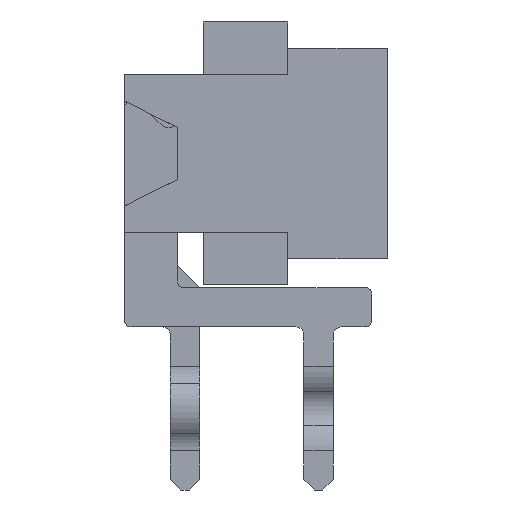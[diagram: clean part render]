
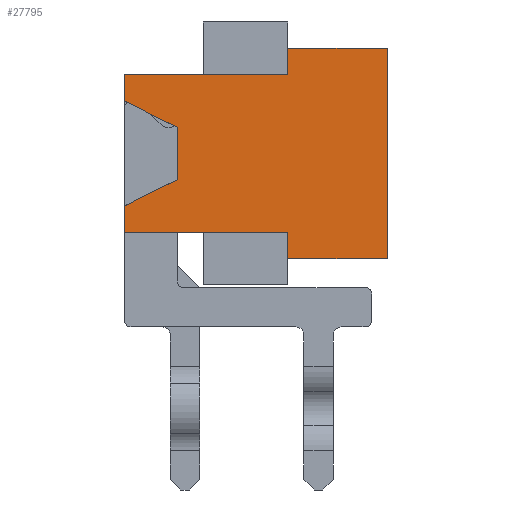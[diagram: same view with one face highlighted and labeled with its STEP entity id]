
A CAD part, front view. The second image highlights one B-rep face of the part: STEP entity #27795.
In plain terms, the highlighted face is planar.
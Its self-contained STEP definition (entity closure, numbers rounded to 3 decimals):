
#3510=ORIENTED_EDGE('',*,*,#11076,.F.);
#3511=ORIENTED_EDGE('',*,*,#11088,.F.);
#3512=ORIENTED_EDGE('',*,*,#11095,.T.);
#3513=ORIENTED_EDGE('',*,*,#10095,.F.);
#3514=ORIENTED_EDGE('',*,*,#10077,.T.);
#3515=ORIENTED_EDGE('',*,*,#11096,.F.);
#3516=ORIENTED_EDGE('',*,*,#11097,.F.);
#3517=ORIENTED_EDGE('',*,*,#11098,.T.);
#3518=ORIENTED_EDGE('',*,*,#11099,.T.);
#3519=ORIENTED_EDGE('',*,*,#10094,.T.);
#3520=ORIENTED_EDGE('',*,*,#10071,.F.);
#3521=ORIENTED_EDGE('',*,*,#11090,.F.);
#3522=ORIENTED_EDGE('',*,*,#10537,.F.);
#3523=ORIENTED_EDGE('',*,*,#10547,.F.);
#10071=EDGE_CURVE('',#14225,#14226,#17007,.T.);
#10077=EDGE_CURVE('',#14232,#14231,#17013,.T.);
#10094=EDGE_CURVE('',#14245,#14226,#17030,.T.);
#10095=EDGE_CURVE('',#14232,#14246,#17031,.T.);
#10537=EDGE_CURVE('',#14513,#14514,#17473,.T.);
#10547=EDGE_CURVE('',#14517,#14513,#17483,.T.);
#11076=EDGE_CURVE('',#14791,#14517,#18012,.T.);
#11088=EDGE_CURVE('',#14792,#14791,#18024,.T.);
#11090=EDGE_CURVE('',#14514,#14225,#18026,.T.);
#11095=EDGE_CURVE('',#14792,#14246,#18031,.T.);
#11096=EDGE_CURVE('',#14793,#14231,#18032,.T.);
#11097=EDGE_CURVE('',#14794,#14793,#18033,.T.);
#11098=EDGE_CURVE('',#14794,#14795,#18034,.T.);
#11099=EDGE_CURVE('',#14795,#14245,#18035,.T.);
#14225=VERTEX_POINT('',#40053);
#14226=VERTEX_POINT('',#40055);
#14231=VERTEX_POINT('',#40066);
#14232=VERTEX_POINT('',#40068);
#14245=VERTEX_POINT('',#40100);
#14246=VERTEX_POINT('',#40105);
#14513=VERTEX_POINT('',#40973);
#14514=VERTEX_POINT('',#40974);
#14517=VERTEX_POINT('',#40989);
#14791=VERTEX_POINT('',#42000);
#14792=VERTEX_POINT('',#42024);
#14793=VERTEX_POINT('',#42036);
#14794=VERTEX_POINT('',#42038);
#14795=VERTEX_POINT('',#42040);
#17007=LINE('',#40054,#20347);
#17013=LINE('',#40067,#20353);
#17030=LINE('',#40102,#20370);
#17031=LINE('',#40104,#20371);
#17473=LINE('',#40972,#20813);
#17483=LINE('',#40990,#20823);
#18012=LINE('',#41999,#21352);
#18024=LINE('',#42023,#21364);
#18026=LINE('',#42027,#21366);
#18031=LINE('',#42034,#21371);
#18032=LINE('',#42035,#21372);
#18033=LINE('',#42037,#21373);
#18034=LINE('',#42039,#21374);
#18035=LINE('',#42041,#21375);
#20347=VECTOR('',#31806,1000.);
#20353=VECTOR('',#31814,1000.);
#20370=VECTOR('',#31839,1000.);
#20371=VECTOR('',#31842,1000.);
#20813=VECTOR('',#32602,1000.);
#20823=VECTOR('',#32618,1000.);
#21352=VECTOR('',#33561,1000.);
#21364=VECTOR('',#33595,1000.);
#21366=VECTOR('',#33599,1000.);
#21371=VECTOR('',#33608,1000.);
#21372=VECTOR('',#33609,1000.);
#21373=VECTOR('',#33610,1000.);
#21374=VECTOR('',#33611,1000.);
#21375=VECTOR('',#33612,1000.);
#23749=EDGE_LOOP('',(#3510,#3511,#3512,#3513,#3514,#3515,#3516,#3517,#3518,
#3519,#3520,#3521,#3522,#3523));
#25255=FACE_BOUND('',#23749,.T.);
#26761=PLANE('',#29413);
#27795=ADVANCED_FACE('',(#25255),#26761,.F.);
#29413=AXIS2_PLACEMENT_3D('',#42033,#33606,#33607);
#31806=DIRECTION('',(0.,0.,1.));
#31814=DIRECTION('',(0.,-1.,0.));
#31839=DIRECTION('',(0.,0.,-1.));
#31842=DIRECTION('',(0.,0.,-1.));
#32602=DIRECTION('',(0.,0.447,-0.894));
#32618=DIRECTION('',(0.,1.,0.));
#33561=DIRECTION('',(0.,0.447,0.894));
#33595=DIRECTION('',(0.,1.,0.));
#33599=DIRECTION('',(0.,1.,0.));
#33606=DIRECTION('',(1.,0.,0.));
#33607=DIRECTION('',(0.,0.,-1.));
#33608=DIRECTION('',(0.,0.,1.));
#33609=DIRECTION('',(0.,0.,-1.));
#33610=DIRECTION('',(0.,-1.,0.));
#33611=DIRECTION('',(0.,0.,-1.));
#33612=DIRECTION('',(0.,-1.,0.));
#40053=CARTESIAN_POINT('',(-10.425,1.5,-1.5));
#40054=CARTESIAN_POINT('',(-10.425,1.5,-1.5));
#40055=CARTESIAN_POINT('',(-10.425,1.5,0.));
#40066=CARTESIAN_POINT('',(-10.425,-2.,1.6));
#40067=CARTESIAN_POINT('',(-10.425,2.,1.6));
#40068=CARTESIAN_POINT('',(-10.425,-1.5,1.6));
#40100=CARTESIAN_POINT('',(-10.425,1.5,1.6));
#40102=CARTESIAN_POINT('',(-10.425,1.5,23.413));
#40104=CARTESIAN_POINT('',(-10.425,-1.5,23.413));
#40105=CARTESIAN_POINT('',(-10.425,-1.5,0.));
#40972=CARTESIAN_POINT('',(-10.425,-0.8,2.1));
#40973=CARTESIAN_POINT('',(-10.425,0.5,-0.5));
#40974=CARTESIAN_POINT('',(-10.425,1.,-1.5));
#40989=CARTESIAN_POINT('',(-10.425,-0.5,-0.5));
#40990=CARTESIAN_POINT('',(-10.425,2.,-0.5));
#41999=CARTESIAN_POINT('',(-10.425,1.6,3.7));
#42000=CARTESIAN_POINT('',(-10.425,-1.,-1.5));
#42023=CARTESIAN_POINT('',(-10.425,-1.5,-1.5));
#42024=CARTESIAN_POINT('',(-10.425,-1.5,-1.5));
#42027=CARTESIAN_POINT('',(-10.425,-1.5,-1.5));
#42033=CARTESIAN_POINT('',(-10.425,2.,3.5));
#42034=CARTESIAN_POINT('',(-10.425,-1.5,-1.5));
#42035=CARTESIAN_POINT('',(-10.425,-2.,3.5));
#42036=CARTESIAN_POINT('',(-10.425,-2.,3.5));
#42037=CARTESIAN_POINT('',(-10.425,2.,3.5));
#42038=CARTESIAN_POINT('',(-10.425,2.,3.5));
#42039=CARTESIAN_POINT('',(-10.425,2.,3.5));
#42040=CARTESIAN_POINT('',(-10.425,2.,1.6));
#42041=CARTESIAN_POINT('',(-10.425,2.,1.6));
